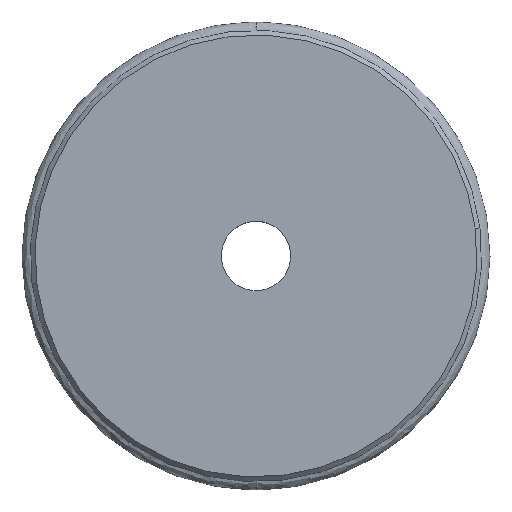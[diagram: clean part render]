
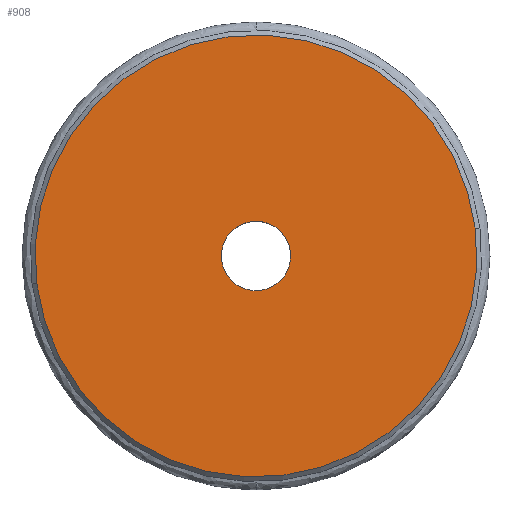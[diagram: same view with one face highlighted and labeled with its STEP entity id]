
A CAD part, top view. The second image highlights one B-rep face of the part: STEP entity #908.
In plain terms, the highlighted planar face has unit normal (0, 0, 1).
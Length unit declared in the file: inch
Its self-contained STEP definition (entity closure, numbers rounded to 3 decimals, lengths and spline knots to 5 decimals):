
#74 = VERTEX_POINT ( 'NONE', #1223 ) ;
#142 = CIRCLE ( 'NONE', #406, 0.29528 ) ;
#288 = PLANE ( 'NONE',  #728 ) ;
#402 = CARTESIAN_POINT ( 'NONE',  ( 1.86535, 0.22913, 0.15748 ) ) ;
#406 = AXIS2_PLACEMENT_3D ( 'NONE', #886, #1374, #450 ) ;
#420 = CARTESIAN_POINT ( 'NONE',  ( -0.00055, 0.00003, 0.15748 ) ) ;
#450 = DIRECTION ( 'NONE',  ( -0.993, -0.122, 0. ) ) ;
#587 = CARTESIAN_POINT ( 'NONE',  ( -0.00055, 0.00003, 0.15748 ) ) ;
#606 = DIRECTION ( 'NONE',  ( -0.993, -0.122, 0. ) ) ;
#642 = EDGE_LOOP ( 'NONE', ( #1682, #1834 ) ) ;
#666 = AXIS2_PLACEMENT_3D ( 'NONE', #420, #1184, #1072 ) ;
#721 = CIRCLE ( 'NONE', #1445, 1.87992 ) ;
#728 = AXIS2_PLACEMENT_3D ( 'NONE', #960, #1735, #1226 ) ;
#766 = CARTESIAN_POINT ( 'NONE',  ( -0.00055, 0.00003, 0.15748 ) ) ;
#860 = EDGE_LOOP ( 'NONE', ( #1307, #1233 ) ) ;
#886 = CARTESIAN_POINT ( 'NONE',  ( -0.00055, 0.00003, 0.15748 ) ) ;
#908 = ADVANCED_FACE ( 'NONE', ( #1258, #2001 ), #288, .F. ) ;
#960 = CARTESIAN_POINT ( 'NONE',  ( -0.00055, 0.00003, 0.15748 ) ) ;
#1072 = DIRECTION ( 'NONE',  ( -0.993, -0.122, 0. ) ) ;
#1184 = DIRECTION ( 'NONE',  ( 0., 0., 1. ) ) ;
#1185 = VERTEX_POINT ( 'NONE', #402 ) ;
#1223 = CARTESIAN_POINT ( 'NONE',  ( -0.29363, -0.03596, 0.15748 ) ) ;
#1226 = DIRECTION ( 'NONE',  ( -0.993, -0.122, 0. ) ) ;
#1233 = ORIENTED_EDGE ( 'NONE', *, *, #1607, .F. ) ;
#1252 = CIRCLE ( 'NONE', #1680, 1.87992 ) ;
#1258 = FACE_BOUND ( 'NONE', #860, .T. ) ;
#1307 = ORIENTED_EDGE ( 'NONE', *, *, #1655, .F. ) ;
#1374 = DIRECTION ( 'NONE',  ( 0., 0., 1. ) ) ;
#1421 = CARTESIAN_POINT ( 'NONE',  ( 0.29252, 0.03601, 0.15748 ) ) ;
#1445 = AXIS2_PLACEMENT_3D ( 'NONE', #766, #2011, #606 ) ;
#1499 = DIRECTION ( 'NONE',  ( -0.993, -0.122, 0. ) ) ;
#1507 = DIRECTION ( 'NONE',  ( 0., 0., -1. ) ) ;
#1528 = VERTEX_POINT ( 'NONE', #1768 ) ;
#1551 = CIRCLE ( 'NONE', #666, 0.29528 ) ;
#1607 = EDGE_CURVE ( 'NONE', #1897, #74, #142, .T. ) ;
#1655 = EDGE_CURVE ( 'NONE', #74, #1897, #1551, .T. ) ;
#1680 = AXIS2_PLACEMENT_3D ( 'NONE', #587, #1507, #1499 ) ;
#1682 = ORIENTED_EDGE ( 'NONE', *, *, #1845, .F. ) ;
#1701 = EDGE_CURVE ( 'NONE', #1185, #1528, #1252, .T. ) ;
#1735 = DIRECTION ( 'NONE',  ( 0., 0., -1. ) ) ;
#1768 = CARTESIAN_POINT ( 'NONE',  ( -1.86646, -0.22908, 0.15748 ) ) ;
#1834 = ORIENTED_EDGE ( 'NONE', *, *, #1701, .F. ) ;
#1845 = EDGE_CURVE ( 'NONE', #1528, #1185, #721, .T. ) ;
#1897 = VERTEX_POINT ( 'NONE', #1421 ) ;
#2001 = FACE_OUTER_BOUND ( 'NONE', #642, .T. ) ;
#2011 = DIRECTION ( 'NONE',  ( 0., 0., -1. ) ) ;
